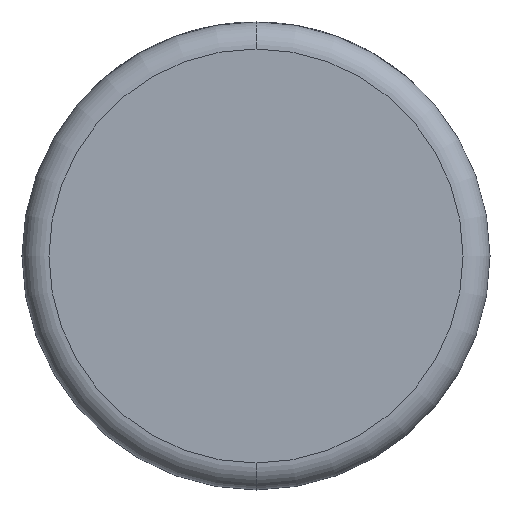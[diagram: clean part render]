
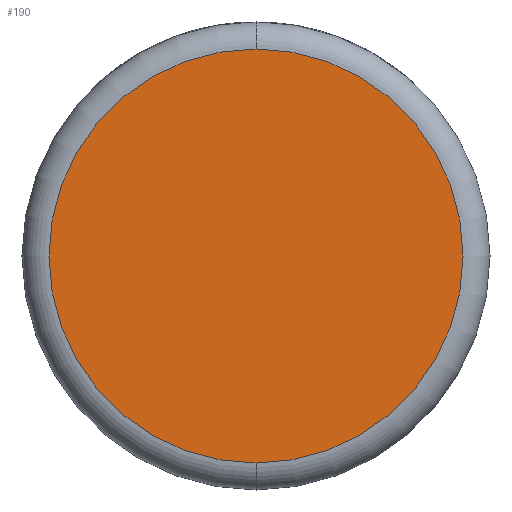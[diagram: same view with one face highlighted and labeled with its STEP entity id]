
A CAD part, front view. The second image highlights one B-rep face of the part: STEP entity #190.
In plain terms, the highlighted planar face has unit normal (0, -1, 0).
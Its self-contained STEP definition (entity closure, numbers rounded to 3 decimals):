
#66 = CARTESIAN_POINT ( 'NONE',  ( 0., 0., 0. ) ) ;
#190 = ADVANCED_FACE ( 'NONE', ( #2382 ), #2789, .F. ) ;
#228 = CIRCLE ( 'NONE', #4738, 11.502 ) ;
#437 = CARTESIAN_POINT ( 'NONE',  ( 0., 0., -11.502 ) ) ;
#668 = DIRECTION ( 'NONE',  ( 0., 0., 1. ) ) ;
#801 = CARTESIAN_POINT ( 'NONE',  ( 0., 0., 0. ) ) ;
#1088 = VERTEX_POINT ( 'NONE', #437 ) ;
#1151 = AXIS2_PLACEMENT_3D ( 'NONE', #2056, #3515, #4664 ) ;
#1246 = DIRECTION ( 'NONE',  ( 0., 0., 1. ) ) ;
#1345 = CIRCLE ( 'NONE', #2851, 11.502 ) ;
#1715 = DIRECTION ( 'NONE',  ( 0., -1., 0. ) ) ;
#1745 = EDGE_CURVE ( 'NONE', #3736, #1088, #228, .T. ) ;
#2056 = CARTESIAN_POINT ( 'NONE',  ( 0., 0., 0. ) ) ;
#2382 = FACE_OUTER_BOUND ( 'NONE', #3772, .T. ) ;
#2762 = CARTESIAN_POINT ( 'NONE',  ( 0., 0., 11.502 ) ) ;
#2789 = PLANE ( 'NONE',  #1151 ) ;
#2851 = AXIS2_PLACEMENT_3D ( 'NONE', #801, #1715, #668 ) ;
#3392 = ORIENTED_EDGE ( 'NONE', *, *, #3631, .T. ) ;
#3515 = DIRECTION ( 'NONE',  ( 0., 1., 0. ) ) ;
#3631 = EDGE_CURVE ( 'NONE', #1088, #3736, #1345, .T. ) ;
#3673 = ORIENTED_EDGE ( 'NONE', *, *, #1745, .T. ) ;
#3736 = VERTEX_POINT ( 'NONE', #2762 ) ;
#3772 = EDGE_LOOP ( 'NONE', ( #3673, #3392 ) ) ;
#4195 = DIRECTION ( 'NONE',  ( 0., -1., 0. ) ) ;
#4664 = DIRECTION ( 'NONE',  ( 0., 0., 1. ) ) ;
#4738 = AXIS2_PLACEMENT_3D ( 'NONE', #66, #4195, #1246 ) ;
